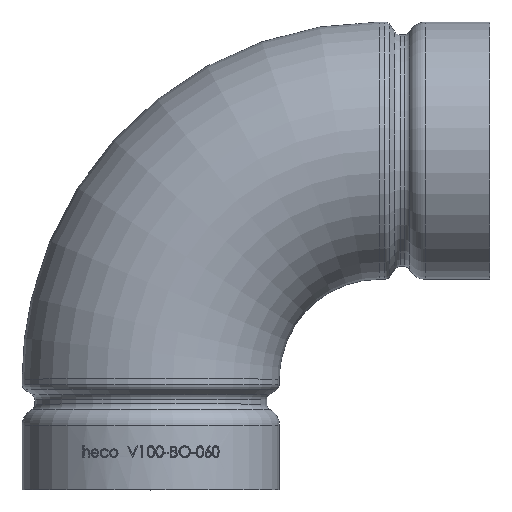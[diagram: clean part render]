
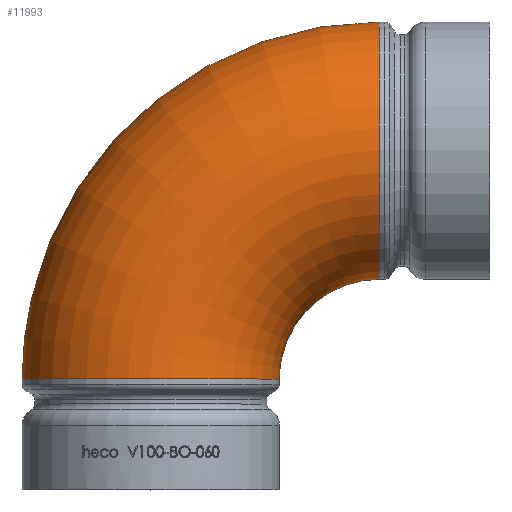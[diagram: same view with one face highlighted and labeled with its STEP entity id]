
A CAD part, top view. The second image highlights one B-rep face of the part: STEP entity #11993.
In plain terms, the highlighted toroidal (fillet/blend) face has major radius 53.56 mm and minor radius 30.163 mm.
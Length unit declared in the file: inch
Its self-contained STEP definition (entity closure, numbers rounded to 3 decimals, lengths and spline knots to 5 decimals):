
#761 = EDGE_CURVE ( 'NONE', #19262, #19262, #9726, .T. ) ;
#1843 = AXIS2_PLACEMENT_3D ( 'NONE', #11243, #20311, #11474 ) ;
#3371 = DIRECTION ( 'NONE',  ( 1., 0., 0. ) ) ;
#4574 = FACE_OUTER_BOUND ( 'NONE', #21013, .T. ) ;
#6115 = ORIENTED_EDGE ( 'NONE', *, *, #761, .F. ) ;
#7573 = CIRCLE ( 'NONE', #10495, 1.1875 ) ;
#7749 = EDGE_CURVE ( 'NONE', #7887, #7887, #7573, .T. ) ;
#7887 = VERTEX_POINT ( 'NONE', #22966 ) ;
#9696 = DIRECTION ( 'NONE',  ( 1., 0., 0. ) ) ;
#9726 = CIRCLE ( 'NONE', #1843, 1.1875 ) ;
#9777 = DIRECTION ( 'NONE',  ( 0., 0., -1. ) ) ;
#10262 = CARTESIAN_POINT ( 'NONE',  ( 2.10868, 0., 0. ) ) ;
#10415 = TOROIDAL_SURFACE ( 'NONE', #12804, 2.10868, 1.1875 ) ;
#10495 = AXIS2_PLACEMENT_3D ( 'NONE', #10262, #9696, #9777 ) ;
#11243 = CARTESIAN_POINT ( 'NONE',  ( 0., -2.10868, 0. ) ) ;
#11474 = DIRECTION ( 'NONE',  ( 0., 0., -1. ) ) ;
#11993 = ADVANCED_FACE ( 'NONE', ( #4574, #19840 ), #10415, .T. ) ;
#12804 = AXIS2_PLACEMENT_3D ( 'NONE', #17208, #22833, #3371 ) ;
#16999 = EDGE_LOOP ( 'NONE', ( #20934 ) ) ;
#17208 = CARTESIAN_POINT ( 'NONE',  ( 2.10868, -2.10868, 0. ) ) ;
#19262 = VERTEX_POINT ( 'NONE', #21270 ) ;
#19840 = FACE_OUTER_BOUND ( 'NONE', #16999, .T. ) ;
#20311 = DIRECTION ( 'NONE',  ( 0., -1., 0. ) ) ;
#20934 = ORIENTED_EDGE ( 'NONE', *, *, #7749, .F. ) ;
#21013 = EDGE_LOOP ( 'NONE', ( #6115 ) ) ;
#21270 = CARTESIAN_POINT ( 'NONE',  ( 0., -2.10868, -1.1875 ) ) ;
#22833 = DIRECTION ( 'NONE',  ( 0., 0., 1. ) ) ;
#22966 = CARTESIAN_POINT ( 'NONE',  ( 2.10868, 0., -1.1875 ) ) ;
